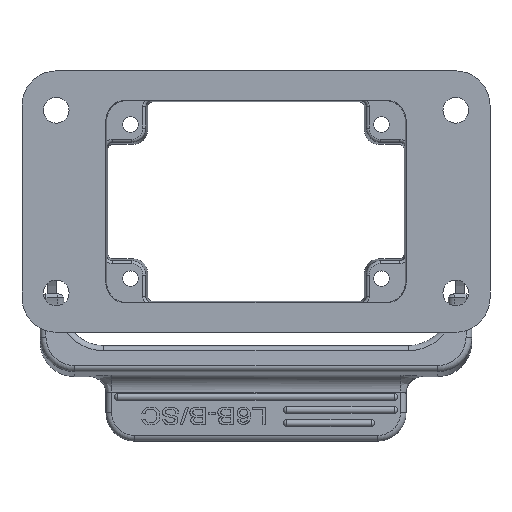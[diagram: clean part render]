
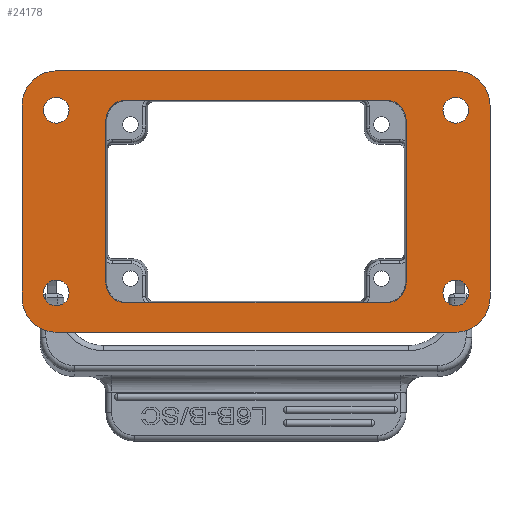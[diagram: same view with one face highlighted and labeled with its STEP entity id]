
A CAD part, front view. The second image highlights one B-rep face of the part: STEP entity #24178.
In plain terms, the highlighted planar face has unit normal (0, -1, 0).
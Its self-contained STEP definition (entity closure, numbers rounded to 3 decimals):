
#5389=CARTESIAN_POINT('',(18.2,0.,-63.882));
#5390=DIRECTION('',(0.,1.,0.));
#5391=DIRECTION('',(0.,0.,-1.));
#5392=AXIS2_PLACEMENT_3D('',#5389,#5390,#5391);
#5394=CARTESIAN_POINT('',(63.8,0.,-63.882));
#5395=DIRECTION('',(0.,1.,0.));
#5396=DIRECTION('',(1.,0.,0.));
#5397=AXIS2_PLACEMENT_3D('',#5394,#5395,#5396);
#5399=CARTESIAN_POINT('',(63.8,0.,-35.382));
#5400=DIRECTION('',(0.,1.,0.));
#5401=DIRECTION('',(0.,0.,1.));
#5402=AXIS2_PLACEMENT_3D('',#5399,#5400,#5401);
#5404=CARTESIAN_POINT('',(18.2,0.,-35.382));
#5405=DIRECTION('',(0.,1.,0.));
#5406=DIRECTION('',(-1.,0.,0.));
#5407=AXIS2_PLACEMENT_3D('',#5404,#5405,#5406);
#5409=CARTESIAN_POINT('',(76.,0.,-33.632));
#5410=DIRECTION('',(0.,1.,0.));
#5411=DIRECTION('',(1.,0.,0.));
#5412=AXIS2_PLACEMENT_3D('',#5409,#5410,#5411);
#5414=CARTESIAN_POINT('',(76.,0.,-33.632));
#5415=DIRECTION('',(0.,1.,0.));
#5416=DIRECTION('',(-1.,0.,0.));
#5417=AXIS2_PLACEMENT_3D('',#5414,#5415,#5416);
#5419=CARTESIAN_POINT('',(6.,0.,-33.632));
#5420=DIRECTION('',(0.,1.,0.));
#5421=DIRECTION('',(1.,0.,0.));
#5422=AXIS2_PLACEMENT_3D('',#5419,#5420,#5421);
#5424=CARTESIAN_POINT('',(6.,0.,-33.632));
#5425=DIRECTION('',(0.,1.,0.));
#5426=DIRECTION('',(-1.,0.,0.));
#5427=AXIS2_PLACEMENT_3D('',#5424,#5425,#5426);
#5429=CARTESIAN_POINT('',(76.,0.,-65.632));
#5430=DIRECTION('',(0.,1.,0.));
#5431=DIRECTION('',(1.,0.,0.));
#5432=AXIS2_PLACEMENT_3D('',#5429,#5430,#5431);
#5434=CARTESIAN_POINT('',(76.,0.,-65.632));
#5435=DIRECTION('',(0.,1.,0.));
#5436=DIRECTION('',(-1.,0.,0.));
#5437=AXIS2_PLACEMENT_3D('',#5434,#5435,#5436);
#5439=CARTESIAN_POINT('',(6.,0.,-65.632));
#5440=DIRECTION('',(0.,1.,0.));
#5441=DIRECTION('',(1.,0.,0.));
#5442=AXIS2_PLACEMENT_3D('',#5439,#5440,#5441);
#5444=CARTESIAN_POINT('',(6.,0.,-65.632));
#5445=DIRECTION('',(0.,1.,0.));
#5446=DIRECTION('',(-1.,0.,0.));
#5447=AXIS2_PLACEMENT_3D('',#5444,#5445,#5446);
#5449=DIRECTION('',(1.,0.,0.));
#5450=VECTOR('',#5449,70.);
#5451=CARTESIAN_POINT('',(6.,0.,-72.532));
#5452=LINE('',#5451,#5450);
#5453=CARTESIAN_POINT('',(6.,0.,-66.532));
#5454=DIRECTION('',(0.,-1.,0.));
#5455=DIRECTION('',(-1.,0.,0.));
#5456=AXIS2_PLACEMENT_3D('',#5453,#5454,#5455);
#5458=DIRECTION('',(0.,0.,-1.));
#5459=VECTOR('',#5458,33.8);
#5460=CARTESIAN_POINT('',(0.,0.,-32.732));
#5461=LINE('',#5460,#5459);
#5462=CARTESIAN_POINT('',(6.,0.,-32.732));
#5463=DIRECTION('',(0.,-1.,0.));
#5464=DIRECTION('',(0.,0.,1.));
#5465=AXIS2_PLACEMENT_3D('',#5462,#5463,#5464);
#5467=DIRECTION('',(-1.,0.,0.));
#5468=VECTOR('',#5467,70.);
#5469=CARTESIAN_POINT('',(76.,0.,-26.732));
#5470=LINE('',#5469,#5468);
#5471=CARTESIAN_POINT('',(76.,0.,-32.732));
#5472=DIRECTION('',(0.,-1.,0.));
#5473=DIRECTION('',(1.,0.,0.));
#5474=AXIS2_PLACEMENT_3D('',#5471,#5472,#5473);
#5476=DIRECTION('',(0.,0.,1.));
#5477=VECTOR('',#5476,33.8);
#5478=CARTESIAN_POINT('',(82.,0.,-66.532));
#5479=LINE('',#5478,#5477);
#5480=CARTESIAN_POINT('',(76.,0.,-66.532));
#5481=DIRECTION('',(0.,-1.,0.));
#5482=DIRECTION('',(0.,0.,-1.));
#5483=AXIS2_PLACEMENT_3D('',#5480,#5481,#5482);
#5584=DIRECTION('',(0.,0.,1.));
#5585=VECTOR('',#5584,28.5);
#5586=CARTESIAN_POINT('',(67.3,0.,-63.882));
#5587=LINE('',#5586,#5585);
#6397=DIRECTION('',(0.,0.,-1.));
#6398=VECTOR('',#6397,28.5);
#6399=CARTESIAN_POINT('',(14.7,0.,-35.382));
#6400=LINE('',#6399,#6398);
#6476=DIRECTION('',(-1.,0.,0.));
#6477=VECTOR('',#6476,45.6);
#6478=CARTESIAN_POINT('',(63.8,0.,-31.882));
#6479=LINE('',#6478,#6477);
#13615=DIRECTION('',(1.,0.,0.));
#13616=VECTOR('',#13615,45.6);
#13617=CARTESIAN_POINT('',(18.2,0.,-67.382));
#13618=LINE('',#13617,#13616);
#14832=CARTESIAN_POINT('',(8.25,0.,-33.632));
#14833=VERTEX_POINT('',#14832);
#14834=CARTESIAN_POINT('',(3.75,0.,-33.632));
#14835=VERTEX_POINT('',#14834);
#14924=CARTESIAN_POINT('',(78.25,0.,-33.632));
#14925=VERTEX_POINT('',#14924);
#14926=CARTESIAN_POINT('',(73.75,0.,-33.632));
#14927=VERTEX_POINT('',#14926);
#17138=CARTESIAN_POINT('',(78.25,0.,-65.632));
#17139=VERTEX_POINT('',#17138);
#17140=CARTESIAN_POINT('',(73.75,0.,-65.632));
#17141=VERTEX_POINT('',#17140);
#17451=CARTESIAN_POINT('',(63.8,0.,-31.882));
#17452=CARTESIAN_POINT('',(18.2,0.,-31.882));
#17453=VERTEX_POINT('',#17451);
#17454=VERTEX_POINT('',#17452);
#17455=CARTESIAN_POINT('',(14.7,0.,-35.382));
#17456=VERTEX_POINT('',#17455);
#17457=CARTESIAN_POINT('',(14.7,0.,-63.882));
#17458=VERTEX_POINT('',#17457);
#17461=CARTESIAN_POINT('',(18.2,0.,-67.382));
#17462=CARTESIAN_POINT('',(63.8,0.,-67.382));
#17463=VERTEX_POINT('',#17461);
#17464=VERTEX_POINT('',#17462);
#17779=CARTESIAN_POINT('',(3.75,0.,-65.632));
#17780=VERTEX_POINT('',#17779);
#17781=CARTESIAN_POINT('',(8.25,0.,-65.632));
#17782=VERTEX_POINT('',#17781);
#17783=CARTESIAN_POINT('',(0.,0.,-32.732));
#17784=CARTESIAN_POINT('',(0.,0.,-66.532));
#17785=VERTEX_POINT('',#17783);
#17786=VERTEX_POINT('',#17784);
#17791=CARTESIAN_POINT('',(6.,0.,-26.732));
#17792=VERTEX_POINT('',#17791);
#17795=CARTESIAN_POINT('',(76.,0.,-26.732));
#17796=VERTEX_POINT('',#17795);
#17799=CARTESIAN_POINT('',(82.,0.,-32.732));
#17800=VERTEX_POINT('',#17799);
#17803=CARTESIAN_POINT('',(82.,0.,-66.532));
#17804=VERTEX_POINT('',#17803);
#17807=CARTESIAN_POINT('',(76.,0.,-72.532));
#17808=VERTEX_POINT('',#17807);
#17811=CARTESIAN_POINT('',(6.,0.,-72.532));
#17812=VERTEX_POINT('',#17811);
#17815=CARTESIAN_POINT('',(67.3,0.,-35.382));
#17816=VERTEX_POINT('',#17815);
#17817=CARTESIAN_POINT('',(67.3,0.,-63.882));
#17818=VERTEX_POINT('',#17817);
#24115=CARTESIAN_POINT('',(41.,0.,-49.632));
#24116=DIRECTION('',(0.,1.,0.));
#24117=DIRECTION('',(1.,0.,0.));
#24118=AXIS2_PLACEMENT_3D('',#24115,#24116,#24117);
#24119=PLANE('',#24118);
#24121=ORIENTED_EDGE('',*,*,#24120,.F.);
#24123=ORIENTED_EDGE('',*,*,#24122,.F.);
#24125=ORIENTED_EDGE('',*,*,#24124,.F.);
#24127=ORIENTED_EDGE('',*,*,#24126,.F.);
#24129=ORIENTED_EDGE('',*,*,#24128,.F.);
#24131=ORIENTED_EDGE('',*,*,#24130,.F.);
#24133=ORIENTED_EDGE('',*,*,#24132,.F.);
#24135=ORIENTED_EDGE('',*,*,#24134,.F.);
#24136=EDGE_LOOP('',(#24121,#24123,#24125,#24127,#24129,#24131,#24133,#24135));
#24137=FACE_OUTER_BOUND('',#24136,.F.);
#24139=ORIENTED_EDGE('',*,*,#24138,.F.);
#24141=ORIENTED_EDGE('',*,*,#24140,.F.);
#24142=EDGE_LOOP('',(#24139,#24141));
#24143=FACE_BOUND('',#24142,.F.);
#24145=ORIENTED_EDGE('',*,*,#24144,.F.);
#24147=ORIENTED_EDGE('',*,*,#24146,.F.);
#24148=EDGE_LOOP('',(#24145,#24147));
#24149=FACE_BOUND('',#24148,.F.);
#24151=ORIENTED_EDGE('',*,*,#24150,.F.);
#24153=ORIENTED_EDGE('',*,*,#24152,.F.);
#24154=EDGE_LOOP('',(#24151,#24153));
#24155=FACE_BOUND('',#24154,.F.);
#24156=ORIENTED_EDGE('',*,*,#24109,.F.);
#24157=ORIENTED_EDGE('',*,*,#24095,.F.);
#24158=EDGE_LOOP('',(#24156,#24157));
#24159=FACE_BOUND('',#24158,.F.);
#24161=ORIENTED_EDGE('',*,*,#24160,.F.);
#24163=ORIENTED_EDGE('',*,*,#24162,.T.);
#24165=ORIENTED_EDGE('',*,*,#24164,.F.);
#24167=ORIENTED_EDGE('',*,*,#24166,.T.);
#24169=ORIENTED_EDGE('',*,*,#24168,.F.);
#24171=ORIENTED_EDGE('',*,*,#24170,.T.);
#24173=ORIENTED_EDGE('',*,*,#24172,.F.);
#24175=ORIENTED_EDGE('',*,*,#24174,.T.);
#24176=EDGE_LOOP('',(#24161,#24163,#24165,#24167,#24169,#24171,#24173,#24175));
#24177=FACE_BOUND('',#24176,.F.);
#24178=ADVANCED_FACE('',(#24137,#24143,#24149,#24155,#24159,#24177),#24119,.F.);
#5393=CIRCLE('',#5392,3.5);
#5398=CIRCLE('',#5397,3.5);
#5403=CIRCLE('',#5402,3.5);
#5408=CIRCLE('',#5407,3.5);
#5413=CIRCLE('',#5412,2.25);
#5418=CIRCLE('',#5417,2.25);
#5423=CIRCLE('',#5422,2.25);
#5428=CIRCLE('',#5427,2.25);
#5433=CIRCLE('',#5432,2.25);
#5438=CIRCLE('',#5437,2.25);
#5443=CIRCLE('',#5442,2.25);
#5448=CIRCLE('',#5447,2.25);
#5457=CIRCLE('',#5456,6.);
#5466=CIRCLE('',#5465,6.);
#5475=CIRCLE('',#5474,6.);
#5484=CIRCLE('',#5483,6.);
#24095=EDGE_CURVE('',#17780,#17782,#5448,.T.);
#24109=EDGE_CURVE('',#17782,#17780,#5443,.T.);
#24120=EDGE_CURVE('',#17812,#17808,#5452,.T.);
#24122=EDGE_CURVE('',#17786,#17812,#5457,.T.);
#24124=EDGE_CURVE('',#17785,#17786,#5461,.T.);
#24126=EDGE_CURVE('',#17792,#17785,#5466,.T.);
#24128=EDGE_CURVE('',#17796,#17792,#5470,.T.);
#24130=EDGE_CURVE('',#17800,#17796,#5475,.T.);
#24132=EDGE_CURVE('',#17804,#17800,#5479,.T.);
#24134=EDGE_CURVE('',#17808,#17804,#5484,.T.);
#24138=EDGE_CURVE('',#14925,#14927,#5413,.T.);
#24140=EDGE_CURVE('',#14927,#14925,#5418,.T.);
#24144=EDGE_CURVE('',#14833,#14835,#5423,.T.);
#24146=EDGE_CURVE('',#14835,#14833,#5428,.T.);
#24150=EDGE_CURVE('',#17139,#17141,#5433,.T.);
#24152=EDGE_CURVE('',#17141,#17139,#5438,.T.);
#24160=EDGE_CURVE('',#17463,#17458,#5393,.T.);
#24162=EDGE_CURVE('',#17463,#17464,#13618,.T.);
#24164=EDGE_CURVE('',#17818,#17464,#5398,.T.);
#24166=EDGE_CURVE('',#17818,#17816,#5587,.T.);
#24168=EDGE_CURVE('',#17453,#17816,#5403,.T.);
#24170=EDGE_CURVE('',#17453,#17454,#6479,.T.);
#24172=EDGE_CURVE('',#17456,#17454,#5408,.T.);
#24174=EDGE_CURVE('',#17456,#17458,#6400,.T.);
